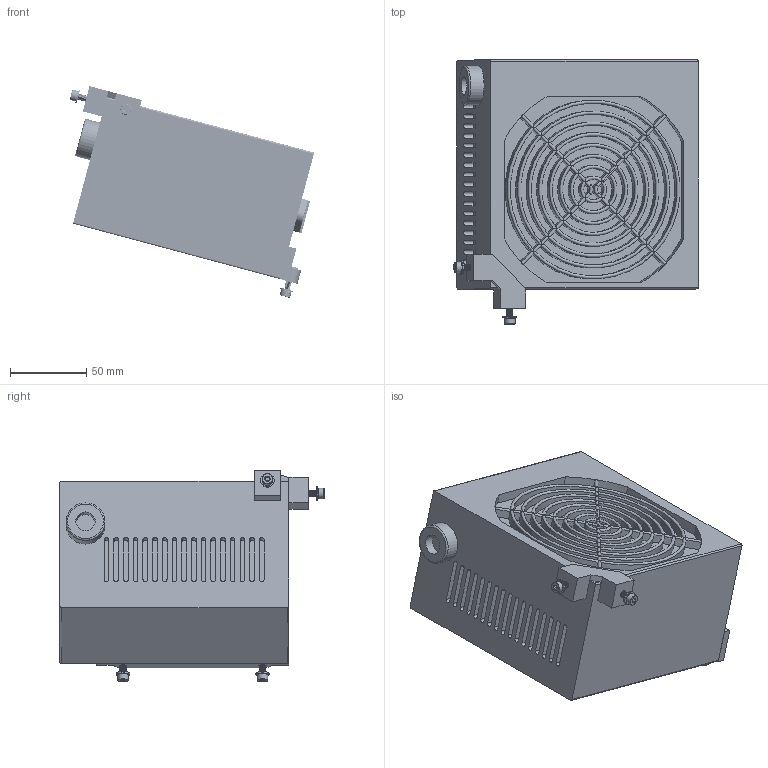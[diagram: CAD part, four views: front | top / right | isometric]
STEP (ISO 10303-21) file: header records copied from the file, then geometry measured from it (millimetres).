
FILE_DESCRIPTION(/* description */ (''),/* implementation_level */ '2;1');
FILE_NAME(/* name */ 'ATX Assembly.step',/* time_stamp */ '2018-03-31T21:32:44+02:00',/* author */ ('boelle'),/* organization */ (''),/* preprocessor_version */ 'ST-DEVELOPER v16.13',/* originating_system */ 'Autodesk Translation Framework v6.5.0.72',/* authorisation */ '');
FILE_SCHEMA (('AUTOMOTIVE_DESIGN { 1 0 10303 214 3 1 1 }'));
Length unit declared in the file: millimetre
Products named in the file (19): ATX Assembly; power supply; M4 Lock Nut; M4 Lock Nut_1; M4 Washer; M4 Washer_1; M4x16; M4x16_1; M4 Lock Nut_2; M4 Lock Nut_3; 94645A101; M4x16_2; M4x16_3; 91290A154; M4 Washer_2; M4 Washer_3; 98269A430; atx short; atx long
Assembly tree (27 placements, depth 3):
  ATX Assembly
    power supply
    M4 Lock Nut
      94645A101
    M4 Lock Nut_1
      94645A101
    M4 Washer
      98269A430
    M4 Washer_1
      98269A430
    M4x16
      91290A154
    M4x16_1
      91290A154
    M4 Lock Nut_2
      94645A101
    M4 Lock Nut_3
      94645A101
    M4x16_2
      91290A154
    M4x16_3
      91290A154
    M4 Washer_2
      98269A430
    M4 Washer_3
      98269A430
    atx short
    atx long
Bounding box: 159.95 x 172.89 x 138.58 mm (x, y, z)
Volume: 1724909.2 mm3; surface area: 165195.6 mm2
Topology: 19 solids, 19 shells, 1691 faces, 4237 edges, 2955 vertices
Faces by surface type: cylinder 756, plane 726, cone 152, torus 49, bspline 8
Full cylindrical faces by diameter (mm): 3.091 x84, 3.359 x4, 3.441 x20, 4 x110, 4.064 x326, 4.3 x4, 4.346 x4, 4.6 x4, 7 x4, 9 x4, 12.7 x1, 25.4 x1
Entity records: 46282 total; most frequent: CARTESIAN_POINT 13352, DIRECTION 7255, ORIENTED_EDGE 6362, EDGE_CURVE 3181, AXIS2_PLACEMENT_3D 3026, VERTEX_POINT 2262, CIRCLE 1674, EDGE_LOOP 1669
